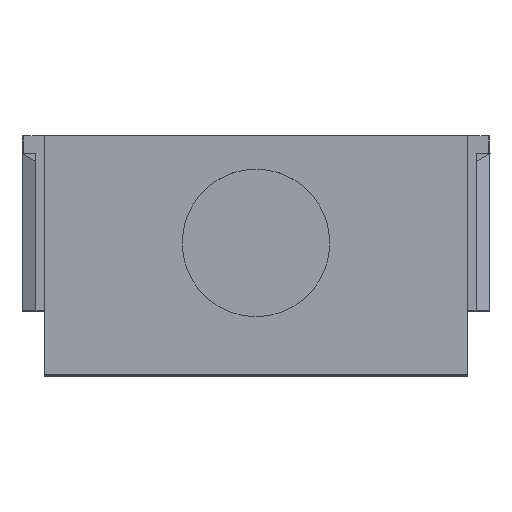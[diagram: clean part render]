
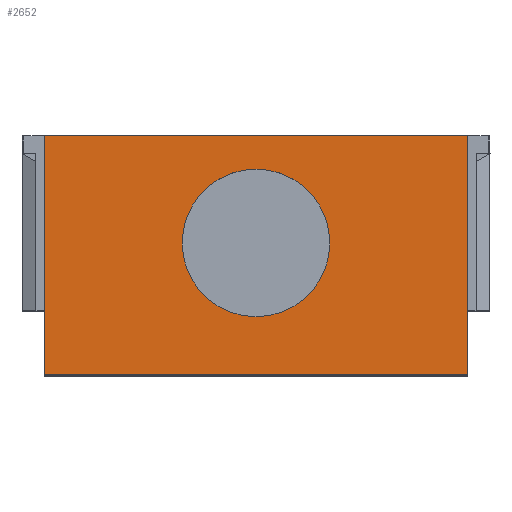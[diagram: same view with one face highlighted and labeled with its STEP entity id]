
A CAD part, top view. The second image highlights one B-rep face of the part: STEP entity #2652.
In plain terms, the highlighted face is planar.
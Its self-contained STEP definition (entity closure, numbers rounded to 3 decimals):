
#66=FACE_BOUND('',#501,.T.);
#186=PLANE('',#2882);
#323=FACE_OUTER_BOUND('',#500,.T.);
#500=EDGE_LOOP('',(#2423,#2424,#2425,#2426));
#501=EDGE_LOOP('',(#2427));
#644=LINE('',#3963,#942);
#656=LINE('',#3987,#954);
#696=LINE('',#4099,#994);
#782=LINE('',#4281,#1080);
#942=VECTOR('',#3235,10.);
#954=VECTOR('',#3255,10.);
#994=VECTOR('',#3359,10.);
#1080=VECTOR('',#3533,10.);
#1170=CIRCLE('',#2878,21.1);
#1285=VERTEX_POINT('',#3957);
#1287=VERTEX_POINT('',#3961);
#1294=VERTEX_POINT('',#3984);
#1295=VERTEX_POINT('',#3986);
#1388=VERTEX_POINT('',#4283);
#1576=EDGE_CURVE('',#1285,#1287,#644,.T.);
#1588=EDGE_CURVE('',#1294,#1295,#656,.T.);
#1644=EDGE_CURVE('',#1295,#1287,#696,.T.);
#1736=EDGE_CURVE('',#1294,#1285,#782,.T.);
#1737=EDGE_CURVE('',#1388,#1388,#1170,.T.);
#2423=ORIENTED_EDGE('',*,*,#1644,.F.);
#2424=ORIENTED_EDGE('',*,*,#1588,.F.);
#2425=ORIENTED_EDGE('',*,*,#1736,.T.);
#2426=ORIENTED_EDGE('',*,*,#1576,.T.);
#2427=ORIENTED_EDGE('',*,*,#1737,.T.);
#2652=ADVANCED_FACE('',(#323,#66),#186,.T.);
#2878=AXIS2_PLACEMENT_3D('',#4284,#3536,#3537);
#2882=AXIS2_PLACEMENT_3D('',#4290,#3545,#3546);
#3235=DIRECTION('',(0.,0.,-1.));
#3255=DIRECTION('',(0.,0.,-1.));
#3359=DIRECTION('',(-1.,0.,0.));
#3533=DIRECTION('',(-1.,0.,0.));
#3536=DIRECTION('center_axis',(0.,1.,0.));
#3537=DIRECTION('ref_axis',(1.,0.,0.));
#3545=DIRECTION('center_axis',(0.,-1.,0.));
#3546=DIRECTION('ref_axis',(1.,0.,0.));
#3957=CARTESIAN_POINT('',(-60.5,-23.1,68.3));
#3961=CARTESIAN_POINT('',(-60.5,-23.1,0.));
#3963=CARTESIAN_POINT('',(-60.5,-23.1,68.3));
#3984=CARTESIAN_POINT('',(60.5,-23.1,68.3));
#3986=CARTESIAN_POINT('',(60.5,-23.1,0.));
#3987=CARTESIAN_POINT('',(60.5,-23.1,68.3));
#4099=CARTESIAN_POINT('',(60.5,-23.1,0.));
#4281=CARTESIAN_POINT('',(60.5,-23.1,68.3));
#4283=CARTESIAN_POINT('',(-21.1,-23.1,37.7));
#4284=CARTESIAN_POINT('Origin',(0.,-23.1,37.7));
#4290=CARTESIAN_POINT('Origin',(-37.4,-23.1,0.));
